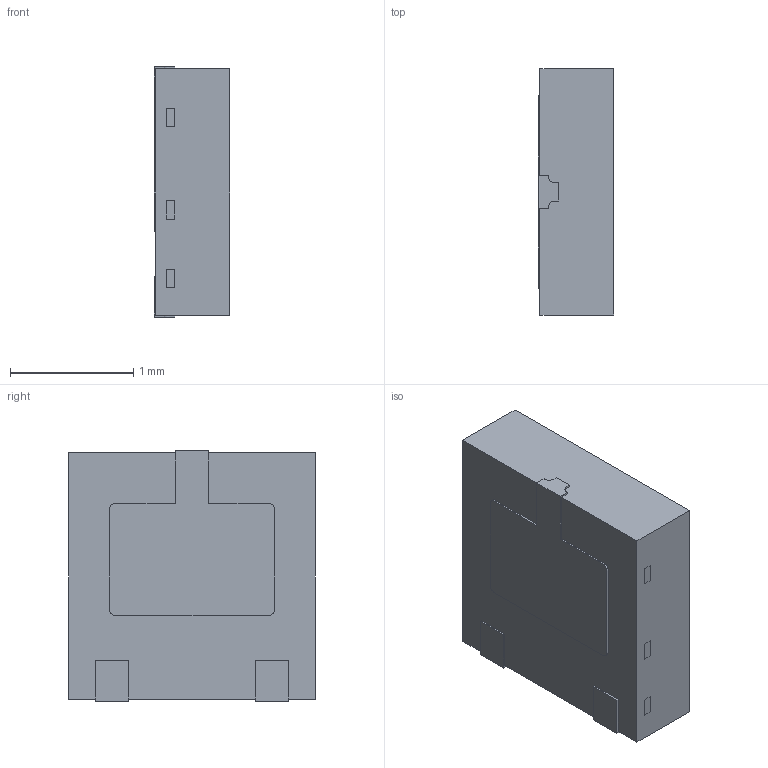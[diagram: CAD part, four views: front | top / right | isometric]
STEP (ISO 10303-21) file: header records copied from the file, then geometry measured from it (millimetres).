
FILE_DESCRIPTION(/* description */ (''),/* implementation_level */ '2;1');
FILE_NAME(/* name */ 'SWP-DFN2020A-3_STP',/* time_stamp */ '2021-04-13T09:19:16+08:00',/* author */ ('Wei Wu'),/* organization */ ('Diodes'),/* preprocessor_version */ 'ST-DEVELOPER v16.7',/* originating_system */ 'DEX',/* authorisation */ $);
FILE_SCHEMA (('AUTOMOTIVE_DESIGN {1 0 10303 214 3 1 1}'));
Length unit declared in the file: millimetre
Products named in the file (4): SWP-DFN2020A-3 3D; Compound; LDF; Plating
Assembly tree (3 placements, depth 2):
  SWP-DFN2020A-3 3D
    Compound
    LDF
    Plating
Bounding box: 0.61 x 2 x 2.03 mm (x, y, z)
Volume: 2.4 mm3; surface area: 25.3 mm2
Topology: 7 solids, 7 shells, 232 faces, 666 edges, 444 vertices
Faces by surface type: plane 186, cylinder 46
Full cylindrical faces by diameter (mm): 0.1 x2
Entity records: 8296 total; most frequent: CARTESIAN_POINT 1344, ORIENTED_EDGE 1328, DIRECTION 1228, EDGE_CURVE 664, LINE 572, VECTOR 572, VERTEX_POINT 444, AXIS2_PLACEMENT_3D 328
